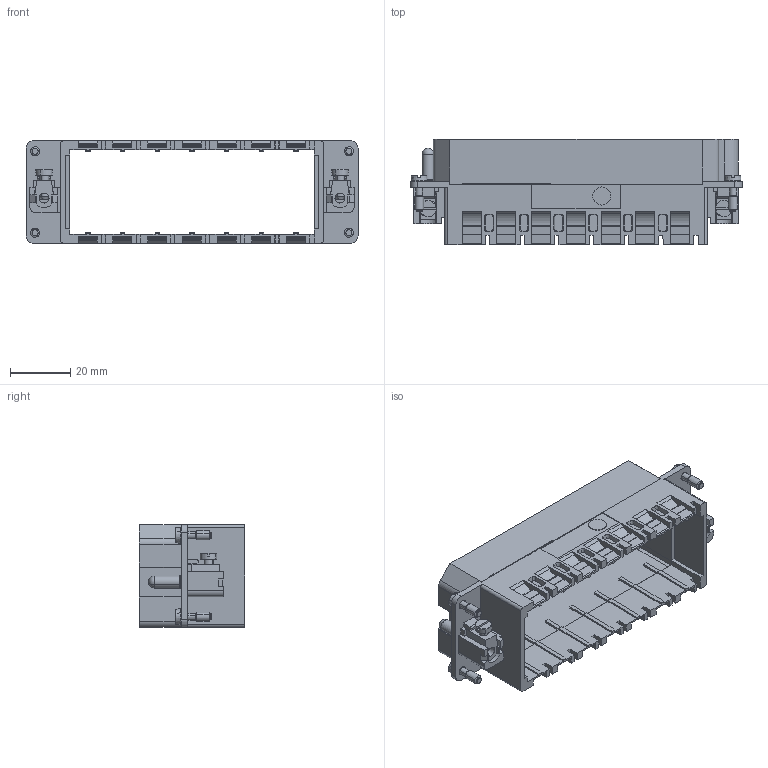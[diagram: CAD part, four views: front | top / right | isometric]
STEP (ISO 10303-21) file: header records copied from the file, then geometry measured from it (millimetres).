
FILE_DESCRIPTION(('CATIA V5 STEP Exchange','CAx-IF Rec.Pracs.--- Model Styling and Organization---1.2---2011-12-15'),'2;1');
FILE_NAME ('029426-3_1', '2018-10-03T11:10:02+00:00', ('none'), ('Weidmueller'), 'CATIA Version 5-6 Release 2014', 'CATIA V5 STEP AP214', 'none');
FILE_SCHEMA(('AUTOMOTIVE_DESIGN { 1 0 10303 214 1 1 1 1 }'));
Length unit declared in the file: millimetre
Products named in the file (1): 1983890000
Bounding box: 110 x 35 x 34 mm (x, y, z)
Volume: 24146.3 mm3; surface area: 36520.5 mm2
Topology: 18 solids, 18 shells, 1158 faces, 3218 edges, 2128 vertices
Faces by surface type: plane 821, cylinder 208, cone 84, torus 43, sphere 2
Entity records: 33945 total; most frequent: ORIENTED_EDGE 6428, CARTESIAN_POINT 6360, DIRECTION 4463, EDGE_CURVE 3214, VECTOR 2464, LINE 2464, VERTEX_POINT 2128, AXIS2_PLACEMENT_3D 1324
